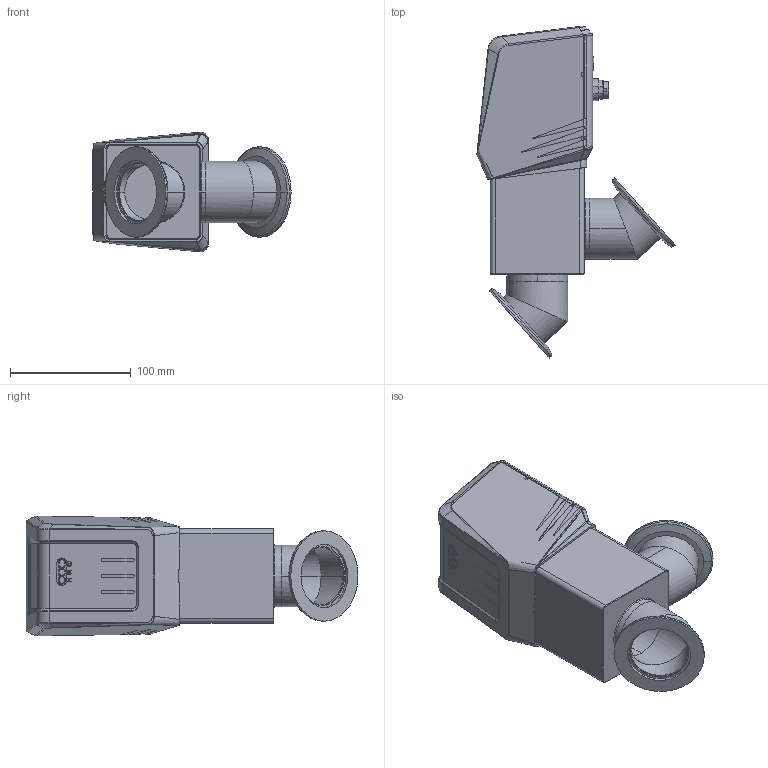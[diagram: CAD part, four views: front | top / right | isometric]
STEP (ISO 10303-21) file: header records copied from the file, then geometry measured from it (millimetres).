
FILE_DESCRIPTION (( 'STEP AP214' ), '1' );
FILE_NAME ('EAIV-S05150 SHELLED.STEP', '2025-11-20T17:50:06', ( '' ), ( '' ), 'SwSTEP 2.0', 'SolidWorks 2023', '' );
FILE_SCHEMA (( 'AUTOMOTIVE_DESIGN' ));
Length unit declared in the file: millimetre
Products named in the file (18): 2000193014; 2000307994_SHELLED; 2000256472; 9551-00005M-16S_91292A126; 22-00049; 22-00050_24-00082; 35-01479; 39-01024_SHELLED; NW-50B-200; 2000256717; 2000204261_NW50; 2000256478; 2000193013; EAIV-S05150 SHELLED; 36-00437_extended; 35-01481; 2000193612; 35-01475_SHELLED
Assembly tree (21 placements, depth 4):
  EAIV-S05150 SHELLED
    2000256472
      2000204261_NW50
      NW-50B-200  x2
      2000256478
      2000256717
    2000307994_SHELLED
      39-01024_SHELLED
        35-01475_SHELLED
        36-00437_extended
        35-01479
      2000193013
      2000193014
      9551-00005M-16S_91292A126  x4
      35-01481
      22-00050_24-00082
      22-00049
      2000193612
Bounding box: 164.36 x 275.27 x 99.22 mm (x, y, z)
Volume: 425396.3 mm3; surface area: 359231.4 mm2
Topology: 17 solids, 20 shells, 2217 faces, 5736 edges, 3657 vertices
Faces by surface type: plane 720, cylinder 705, bspline 356, torus 234, cone 188, sphere 14
Entity records: 98482 total; most frequent: CARTESIAN_POINT 57064, ORIENTED_EDGE 9554, DIRECTION 6856, EDGE_CURVE 4784, VERTEX_POINT 3057, AXIS2_PLACEMENT_3D 2525, EDGE_LOOP 2066, ADVANCED_FACE 1877
